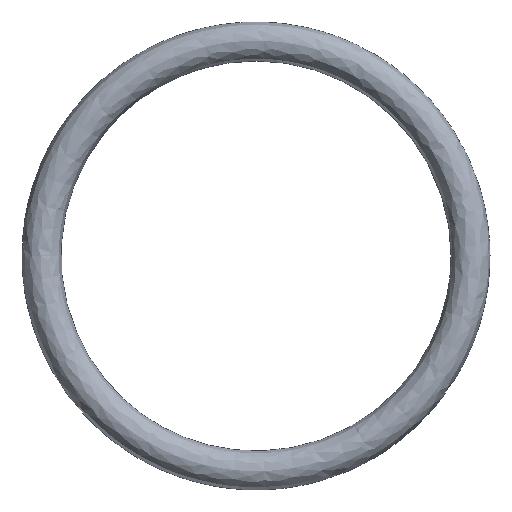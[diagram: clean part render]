
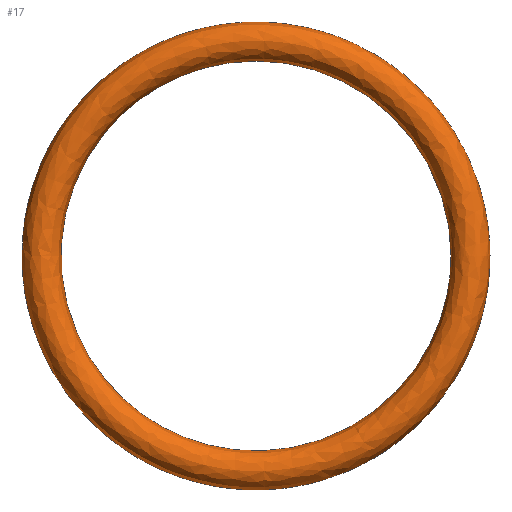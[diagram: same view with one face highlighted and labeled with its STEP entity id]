
A CAD part, top view. The second image highlights one B-rep face of the part: STEP entity #17.
In plain terms, the highlighted free-form (B-spline) face has degree [2, 2] with [9, 7] control points.
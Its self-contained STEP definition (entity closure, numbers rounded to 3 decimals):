
#17 = ADVANCED_FACE('',(#18),#44,.T.);
#18 = FACE_BOUND('',#19,.T.);
#19 = EDGE_LOOP('',(#20,#32,#42,#43));
#20 = ORIENTED_EDGE('',*,*,#21,.F.);
#21 = EDGE_CURVE('',#22,#22,#24,.T.);
#22 = VERTEX_POINT('',#23);
#23 = CARTESIAN_POINT('',(16.003,0.,
    1.6));
#24 = ( BOUNDED_CURVE() B_SPLINE_CURVE(2,(#25,#26,#27,#28,#29,#30,#31),
.UNSPECIFIED.,.T.,.F.) B_SPLINE_CURVE_WITH_KNOTS((3,2,2,3),(
    3.142,5.236,7.33,9.425),
.PIECEWISE_BEZIER_KNOTS.) CURVE() GEOMETRIC_REPRESENTATION_ITEM() 
RATIONAL_B_SPLINE_CURVE((1.,0.5,1.,0.5,1.,0.5,1.)) REPRESENTATION_ITEM(
  '') );
#25 = CARTESIAN_POINT('',(16.003,0.,
    1.6));
#26 = CARTESIAN_POINT('',(16.003,0.,
    -1.171));
#27 = CARTESIAN_POINT('',(18.403,0.,
    0.214));
#28 = CARTESIAN_POINT('',(20.803,0.,
    1.6));
#29 = CARTESIAN_POINT('',(18.403,0.,
    2.986));
#30 = CARTESIAN_POINT('',(16.003,0.,
    4.372));
#31 = CARTESIAN_POINT('',(16.003,0.,
    1.6));
#32 = ORIENTED_EDGE('',*,*,#33,.T.);
#33 = EDGE_CURVE('',#22,#22,#34,.T.);
#34 = ( BOUNDED_CURVE() B_SPLINE_CURVE(2,(#35,#36,#37,#38,#39,#40,#41),
.UNSPECIFIED.,.T.,.F.) B_SPLINE_CURVE_WITH_KNOTS((3,2,2,3),(
    3.142,5.236,7.33,9.425),
.PIECEWISE_BEZIER_KNOTS.) CURVE() GEOMETRIC_REPRESENTATION_ITEM() 
RATIONAL_B_SPLINE_CURVE((1.,0.5,1.,0.5,1.,0.5,1.)) REPRESENTATION_ITEM(
  '') );
#35 = CARTESIAN_POINT('',(16.003,0.,
    1.6));
#36 = CARTESIAN_POINT('',(16.003,27.717,1.6
    ));
#37 = CARTESIAN_POINT('',(-8.001,13.859,1.6
    ));
#38 = CARTESIAN_POINT('',(-32.005,0.,
    1.6));
#39 = CARTESIAN_POINT('',(-8.001,-13.859,1.6)
  );
#40 = CARTESIAN_POINT('',(16.003,-27.717,1.6
    ));
#41 = CARTESIAN_POINT('',(16.003,0.,
    1.6));
#42 = ORIENTED_EDGE('',*,*,#21,.T.);
#43 = ORIENTED_EDGE('',*,*,#33,.F.);
#44 = ( BOUNDED_SURFACE() B_SPLINE_SURFACE(2,2,(
    (#45,#46,#47,#48,#49,#50,#51)
    ,(#52,#53,#54,#55,#56,#57,#58)
    ,(#59,#60,#61,#62,#63,#64,#65)
    ,(#66,#67,#68,#69,#70,#71,#72)
    ,(#73,#74,#75,#76,#77,#78,#79)
    ,(#80,#81,#82,#83,#84,#85,#86)
    ,(#87,#88,#89,#90,#91,#92,#93)
    ,(#94,#95,#96,#97,#98,#99,#100)
    ,(#101,#102,#103,#104,#105,#106,#107
)),.UNSPECIFIED.,.T.,.T.,.F.) B_SPLINE_SURFACE_WITH_KNOTS((3,2,2,2,3),(3
    ,2,2,3),(3.142,4.189,6.283,8.378,
    9.425),(-3.142,-1.047,1.047,
3.142),.UNSPECIFIED.) GEOMETRIC_REPRESENTATION_ITEM() 
RATIONAL_B_SPLINE_SURFACE((
    (0.75,0.375,0.75,0.375,0.75,0.375,0.75)
    ,(0.75,0.375,0.75,0.375,0.75,0.375,0.75)
    ,(1.,0.5,1.,0.5,1.,0.5,1.)
    ,(0.5,0.25,0.5,0.25,0.5,0.25,0.5)
    ,(1.,0.5,1.,0.5,1.,0.5,1.)
    ,(0.5,0.25,0.5,0.25,0.5,0.25,0.5)
    ,(1.,0.5,1.,0.5,1.,0.5,1.)
    ,(0.75,0.375,0.75,0.375,0.75,0.375,0.75)
,(0.75,0.375,0.75,0.375,0.75,0.375,0.75
))) REPRESENTATION_ITEM('') SURFACE() );
#45 = CARTESIAN_POINT('',(16.003,0.,
    1.6));
#46 = CARTESIAN_POINT('',(16.003,0.,
    4.372));
#47 = CARTESIAN_POINT('',(18.403,0.,
    2.986));
#48 = CARTESIAN_POINT('',(20.803,0.,
    1.6));
#49 = CARTESIAN_POINT('',(18.403,0.,
    0.214));
#50 = CARTESIAN_POINT('',(16.003,0.,
    -1.171));
#51 = CARTESIAN_POINT('',(16.003,0.,
    1.6));
#52 = CARTESIAN_POINT('',(16.003,-9.239,1.6
    ));
#53 = CARTESIAN_POINT('',(16.003,-9.239,4.372
    ));
#54 = CARTESIAN_POINT('',(18.403,-10.625,2.986
    ));
#55 = CARTESIAN_POINT('',(20.803,-12.011,1.6
    ));
#56 = CARTESIAN_POINT('',(18.403,-10.625,0.214
    ));
#57 = CARTESIAN_POINT('',(16.003,-9.239,
    -1.171));
#58 = CARTESIAN_POINT('',(16.003,-9.239,1.6
    ));
#59 = CARTESIAN_POINT('',(8.001,-13.859,1.6)
  );
#60 = CARTESIAN_POINT('',(8.001,-13.859,4.372)
  );
#61 = CARTESIAN_POINT('',(9.202,-15.937,2.986)
  );
#62 = CARTESIAN_POINT('',(10.402,-18.016,1.6
    ));
#63 = CARTESIAN_POINT('',(9.202,-15.937,0.214)
  );
#64 = CARTESIAN_POINT('',(8.001,-13.859,-1.171)
  );
#65 = CARTESIAN_POINT('',(8.001,-13.859,1.6)
  );
#66 = CARTESIAN_POINT('',(-16.003,-27.717,1.6
    ));
#67 = CARTESIAN_POINT('',(-16.003,-27.717,4.372
    ));
#68 = CARTESIAN_POINT('',(-18.403,-31.875,2.986
    ));
#69 = CARTESIAN_POINT('',(-20.803,-36.033,1.6
    ));
#70 = CARTESIAN_POINT('',(-18.403,-31.875,0.214
    ));
#71 = CARTESIAN_POINT('',(-16.003,-27.717,
    -1.171));
#72 = CARTESIAN_POINT('',(-16.003,-27.717,1.6
    ));
#73 = CARTESIAN_POINT('',(-16.003,0.,1.6));
#74 = CARTESIAN_POINT('',(-16.003,0.,4.372));
#75 = CARTESIAN_POINT('',(-18.403,0.,2.986));
#76 = CARTESIAN_POINT('',(-20.803,0.,1.6));
#77 = CARTESIAN_POINT('',(-18.403,0.,0.214));
#78 = CARTESIAN_POINT('',(-16.003,0.,-1.171));
#79 = CARTESIAN_POINT('',(-16.003,0.,1.6));
#80 = CARTESIAN_POINT('',(-16.003,27.717,1.6
    ));
#81 = CARTESIAN_POINT('',(-16.003,27.717,4.372
    ));
#82 = CARTESIAN_POINT('',(-18.403,31.875,2.986
    ));
#83 = CARTESIAN_POINT('',(-20.803,36.033,1.6
    ));
#84 = CARTESIAN_POINT('',(-18.403,31.875,0.214
    ));
#85 = CARTESIAN_POINT('',(-16.003,27.717,
    -1.171));
#86 = CARTESIAN_POINT('',(-16.003,27.717,1.6
    ));
#87 = CARTESIAN_POINT('',(8.001,13.859,1.6)
  );
#88 = CARTESIAN_POINT('',(8.001,13.859,4.372)
  );
#89 = CARTESIAN_POINT('',(9.202,15.937,2.986)
  );
#90 = CARTESIAN_POINT('',(10.402,18.016,1.6
    ));
#91 = CARTESIAN_POINT('',(9.202,15.937,0.214)
  );
#92 = CARTESIAN_POINT('',(8.001,13.859,-1.171
    ));
#93 = CARTESIAN_POINT('',(8.001,13.859,1.6)
  );
#94 = CARTESIAN_POINT('',(16.003,9.239,1.6)
  );
#95 = CARTESIAN_POINT('',(16.003,9.239,4.372)
  );
#96 = CARTESIAN_POINT('',(18.403,10.625,2.986
    ));
#97 = CARTESIAN_POINT('',(20.803,12.011,1.6
    ));
#98 = CARTESIAN_POINT('',(18.403,10.625,0.214
    ));
#99 = CARTESIAN_POINT('',(16.003,9.239,-1.171
    ));
#100 = CARTESIAN_POINT('',(16.003,9.239,1.6
    ));
#101 = CARTESIAN_POINT('',(16.003,0.,
    1.6));
#102 = CARTESIAN_POINT('',(16.003,0.,
    4.372));
#103 = CARTESIAN_POINT('',(18.403,0.,
    2.986));
#104 = CARTESIAN_POINT('',(20.803,0.,
    1.6));
#105 = CARTESIAN_POINT('',(18.403,0.,
    0.214));
#106 = CARTESIAN_POINT('',(16.003,0.,
    -1.171));
#107 = CARTESIAN_POINT('',(16.003,0.,
    1.6));
